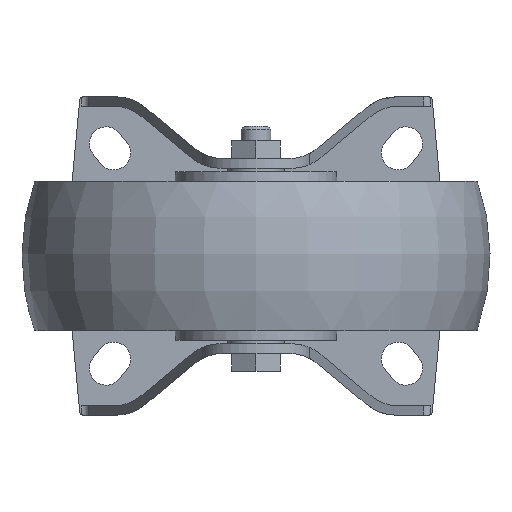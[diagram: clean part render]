
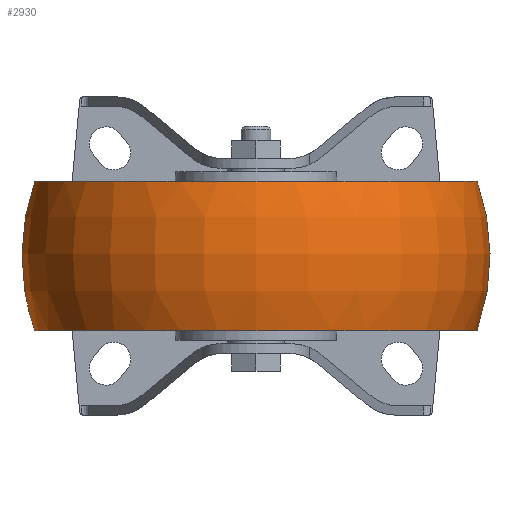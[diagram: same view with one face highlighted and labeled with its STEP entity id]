
A CAD part, front view. The second image highlights one B-rep face of the part: STEP entity #2930.
In plain terms, the highlighted toroidal (fillet/blend) face has major radius 2.5 mm and minor radius 60 mm.
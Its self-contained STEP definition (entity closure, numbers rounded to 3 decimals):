
#20=DEGENERATE_TOROIDAL_SURFACE('',#3222,2.5,60.,
 .T.);
#245=CIRCLE('',#3221,59.069);
#246=CIRCLE('',#3223,59.069);
#868=ORIENTED_EDGE('',*,*,#1462,.T.);
#869=ORIENTED_EDGE('',*,*,#1463,.F.);
#1462=EDGE_CURVE('',#1796,#1796,#245,.T.);
#1463=EDGE_CURVE('',#1797,#1797,#246,.T.);
#1796=VERTEX_POINT('',#4915);
#1797=VERTEX_POINT('',#4918);
#2510=EDGE_LOOP('',(#868));
#2511=EDGE_LOOP('',(#869));
#2698=FACE_BOUND('',#2510,.T.);
#2699=FACE_BOUND('',#2511,.T.);
#2930=ADVANCED_FACE('',(#2698,#2699),#20,.T.);
#3221=AXIS2_PLACEMENT_3D('',#4914,#3951,#3952);
#3222=AXIS2_PLACEMENT_3D('',#4916,#3953,#3954);
#3223=AXIS2_PLACEMENT_3D('',#4917,#3955,#3956);
#3951=DIRECTION('',(0.,0.,-1.));
#3952=DIRECTION('',(-1.,0.,0.));
#3953=DIRECTION('',(0.,0.,-1.));
#3954=DIRECTION('',(-1.,0.,0.));
#3955=DIRECTION('',(0.,0.,-1.));
#3956=DIRECTION('',(-1.,0.,0.));
#4914=CARTESIAN_POINT('',(0.,0.,20.));
#4915=CARTESIAN_POINT('',(-59.069,0.,20.));
#4916=CARTESIAN_POINT('',(0.,0.,0.));
#4917=CARTESIAN_POINT('',(0.,0.,-20.));
#4918=CARTESIAN_POINT('',(-59.069,0.,-20.));
